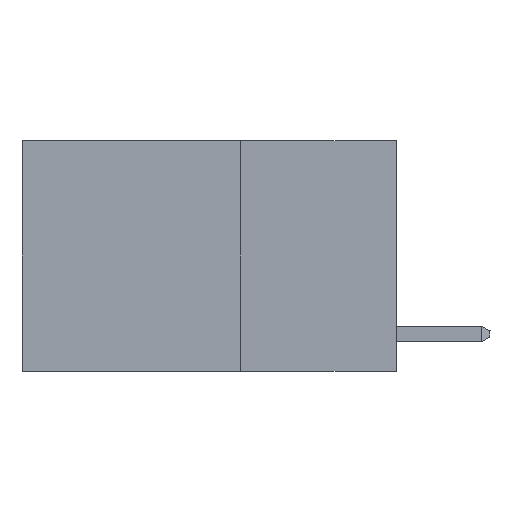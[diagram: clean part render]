
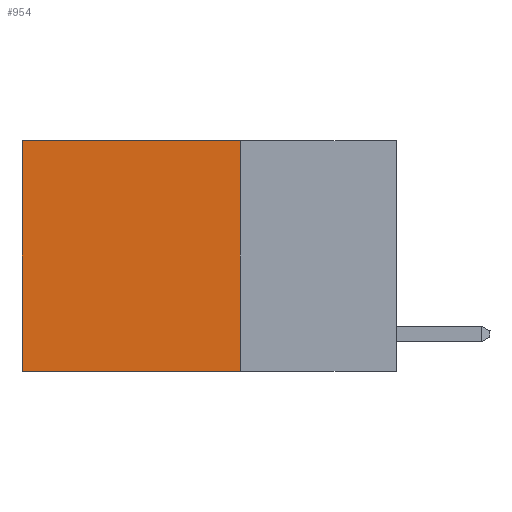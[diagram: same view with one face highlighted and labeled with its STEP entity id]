
A CAD part, left-side view. The second image highlights one B-rep face of the part: STEP entity #954.
In plain terms, the highlighted planar face has unit normal (-1, 0, 0).
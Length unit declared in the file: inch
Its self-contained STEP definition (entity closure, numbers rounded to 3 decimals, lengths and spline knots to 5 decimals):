
#55 = DIRECTION ( 'NONE',  ( 0., 0., -1. ) ) ;
#129 = EDGE_CURVE ( 'NONE', #2079, #4914, #10972, .T. ) ;
#192 = DIRECTION ( 'NONE',  ( 1., 0., 0. ) ) ;
#231 = VERTEX_POINT ( 'NONE', #4439 ) ;
#381 = CARTESIAN_POINT ( 'NONE',  ( 0.2625, 0.25, 0. ) ) ;
#880 = FACE_OUTER_BOUND ( 'NONE', #10523, .T. ) ;
#954 = ADVANCED_FACE ( 'NONE', ( #880 ), #12633, .F. ) ;
#955 = CARTESIAN_POINT ( 'NONE',  ( 0.2625, 0.6, -0.37 ) ) ;
#1072 = CARTESIAN_POINT ( 'NONE',  ( 0.2625, 0.25, -0.37 ) ) ;
#1203 = DIRECTION ( 'NONE',  ( 0., 1., 0. ) ) ;
#1407 = DIRECTION ( 'NONE',  ( 0., 0., -1. ) ) ;
#1498 = EDGE_CURVE ( 'NONE', #2079, #231, #5063, .T. ) ;
#2079 = VERTEX_POINT ( 'NONE', #4616 ) ;
#2215 = VECTOR ( 'NONE', #55, 39.37008 ) ;
#2236 = CARTESIAN_POINT ( 'NONE',  ( 0.2625, 0.25, 0. ) ) ;
#2366 = VECTOR ( 'NONE', #1203, 39.37008 ) ;
#2711 = ORIENTED_EDGE ( 'NONE', *, *, #129, .F. ) ;
#4114 = AXIS2_PLACEMENT_3D ( 'NONE', #381, #192, #1407 ) ;
#4439 = CARTESIAN_POINT ( 'NONE',  ( 0.2625, 0.6, 0. ) ) ;
#4616 = CARTESIAN_POINT ( 'NONE',  ( 0.2625, 0.25, 0. ) ) ;
#4914 = VERTEX_POINT ( 'NONE', #1072 ) ;
#5063 = LINE ( 'NONE', #9595, #2366 ) ;
#7320 = ORIENTED_EDGE ( 'NONE', *, *, #1498, .T. ) ;
#8260 = VECTOR ( 'NONE', #10552, 39.37008 ) ;
#8786 = ORIENTED_EDGE ( 'NONE', *, *, #12363, .T. ) ;
#9575 = VECTOR ( 'NONE', #12818, 39.37008 ) ;
#9595 = CARTESIAN_POINT ( 'NONE',  ( 0.2625, 0.25, 0. ) ) ;
#10523 = EDGE_LOOP ( 'NONE', ( #8786, #13285, #2711, #7320 ) ) ;
#10552 = DIRECTION ( 'NONE',  ( 0., 1., 0. ) ) ;
#10687 = CARTESIAN_POINT ( 'NONE',  ( 0.2625, 0.25, -0.37 ) ) ;
#10972 = LINE ( 'NONE', #2236, #2215 ) ;
#11146 = CARTESIAN_POINT ( 'NONE',  ( 0.2625, 0.6, 0. ) ) ;
#11189 = LINE ( 'NONE', #10687, #8260 ) ;
#12363 = EDGE_CURVE ( 'NONE', #231, #12632, #13192, .T. ) ;
#12632 = VERTEX_POINT ( 'NONE', #955 ) ;
#12633 = PLANE ( 'NONE',  #4114 ) ;
#12818 = DIRECTION ( 'NONE',  ( 0., 0., -1. ) ) ;
#13192 = LINE ( 'NONE', #11146, #9575 ) ;
#13247 = EDGE_CURVE ( 'NONE', #4914, #12632, #11189, .T. ) ;
#13285 = ORIENTED_EDGE ( 'NONE', *, *, #13247, .F. ) ;
